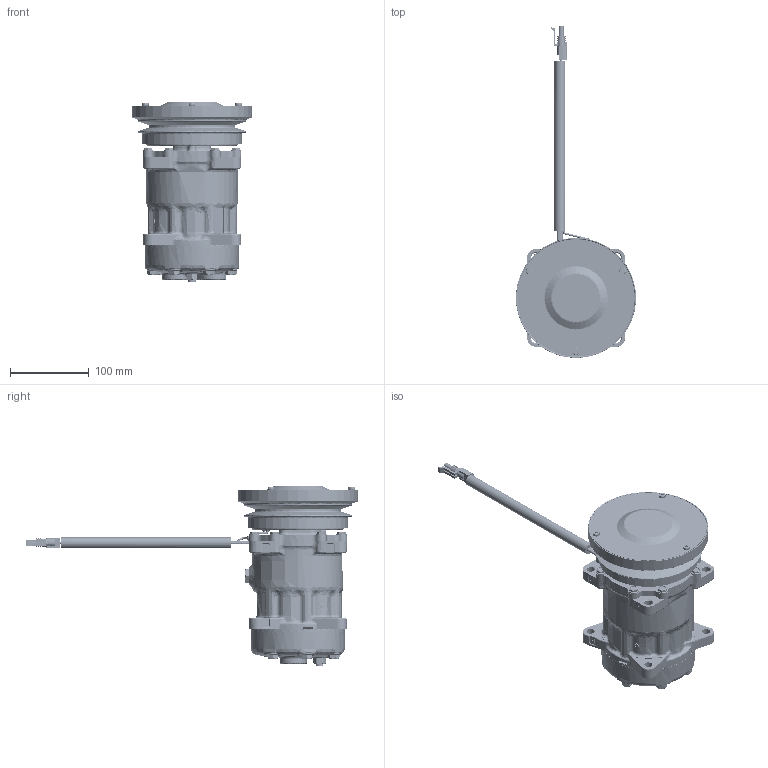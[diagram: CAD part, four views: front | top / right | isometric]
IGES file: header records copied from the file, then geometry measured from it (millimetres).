
Start section: SolidWorks IGES file using analytic representation for surfaces
Global section: file name: 4877.IGS; native system: SolidWorks 2007; preprocessor: SolidWorks 2007; author: dlee; date: 081218.132623; units: millimetre
Bounding box: 153 x 422.81 x 229.2 mm (x, y, z)
Surface area: 320600 mm2 (no closed solid volume)
Topology: 0 solids, 0 shells, 2643 faces, 28634 edges, 28589 vertices
Faces by surface type: bspline 1565, revolution 1078
